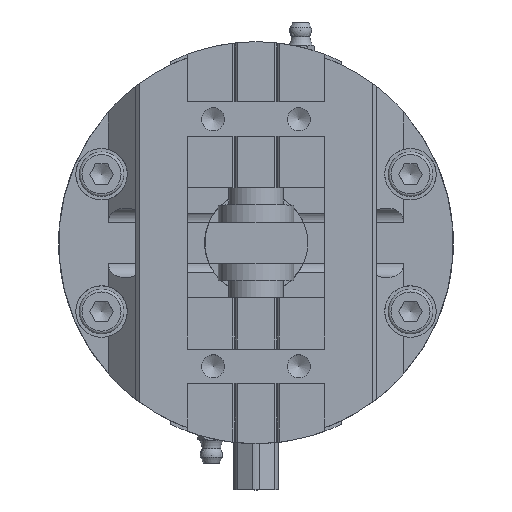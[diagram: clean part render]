
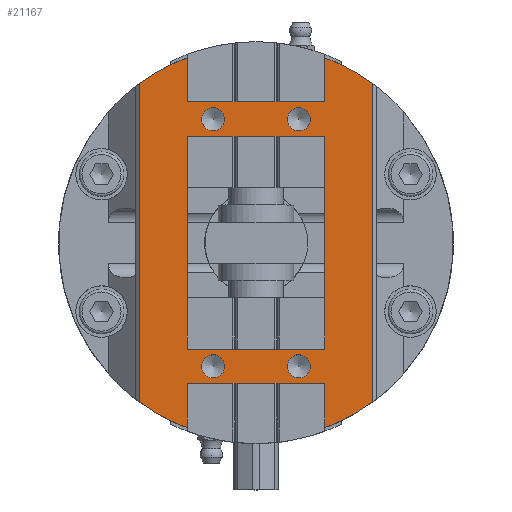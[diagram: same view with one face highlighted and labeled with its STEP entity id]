
A CAD part, top view. The second image highlights one B-rep face of the part: STEP entity #21167.
In plain terms, the highlighted planar face has unit normal (0, 0, 1).
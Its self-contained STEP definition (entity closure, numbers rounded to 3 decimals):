
#3243=CARTESIAN_POINT('',(20.,53.91,45.0));
#3244=VERTEX_POINT('',#3243);
#3245=CARTESIAN_POINT('',(20.,41.,45.));
#3246=VERTEX_POINT('',#3245);
#3247=CARTESIAN_POINT('',(20.,53.91,45.0));
#3248=DIRECTION('',(0.0,-1.0,0.0));
#3249=VECTOR('',#3248,12.91);
#3250=LINE('',#3247,#3249);
#3251=EDGE_CURVE('',#3244,#3246,#3250,.T.);
#3460=CARTESIAN_POINT('',(-20.,16.,45.0));
#3461=VERTEX_POINT('',#3460);
#3462=CARTESIAN_POINT('',(-20.,31.,45.));
#3463=VERTEX_POINT('',#3462);
#3464=CARTESIAN_POINT('',(-20.,16.,45.0));
#3465=DIRECTION('',(0.0,1.0,0.0));
#3466=VECTOR('',#3465,15.0);
#3467=LINE('',#3464,#3466);
#3468=EDGE_CURVE('',#3461,#3463,#3467,.T.);
#3500=CARTESIAN_POINT('',(-20.,53.91,45.0));
#3501=VERTEX_POINT('',#3500);
#3508=CARTESIAN_POINT('',(-20.,41.,45.));
#3509=VERTEX_POINT('',#3508);
#3510=CARTESIAN_POINT('',(-20.0,41.,45.0));
#3511=DIRECTION('',(0.0,1.0,0.0));
#3512=VECTOR('',#3511,12.91);
#3513=LINE('',#3510,#3512);
#3514=EDGE_CURVE('',#3509,#3501,#3513,.T.);
#4345=CARTESIAN_POINT('',(20.,16.,45.0));
#4346=VERTEX_POINT('',#4345);
#4565=CARTESIAN_POINT('',(20.,31.,45.));
#4566=VERTEX_POINT('',#4565);
#4573=CARTESIAN_POINT('',(-20.,31.,45.));
#4574=DIRECTION('',(1.0,0.0,0.0));
#4575=VECTOR('',#4574,40.);
#4576=LINE('',#4573,#4575);
#4577=EDGE_CURVE('',#3463,#4566,#4576,.T.);
#4703=CARTESIAN_POINT('',(20.,41.,45.));
#4704=DIRECTION('',(-1.0,0.0,0.0));
#4705=VECTOR('',#4704,40.0);
#4706=LINE('',#4703,#4705);
#4707=EDGE_CURVE('',#3246,#3509,#4706,.T.);
#4729=CARTESIAN_POINT('',(20.,31.,45.0));
#4730=DIRECTION('',(0.0,-1.0,0.0));
#4731=VECTOR('',#4730,15.0);
#4732=LINE('',#4729,#4731);
#4733=EDGE_CURVE('',#4566,#4346,#4732,.T.);
#5011=CARTESIAN_POINT('',(9.125,36.,45.));
#5012=VERTEX_POINT('',#5011);
#5013=CARTESIAN_POINT('',(12.5,36.,45.));
#5014=DIRECTION('',(0.0,0.0,-1.0));
#5015=DIRECTION('',(-1.0,0.0,0.0));
#5016=AXIS2_PLACEMENT_3D('',#5013,#5014,#5015);
#5017=CIRCLE('',#5016,3.375);
#5018=EDGE_CURVE('',#5012,#5012,#5017,.T.);
#5048=CARTESIAN_POINT('',(-15.875,36.,45.));
#5049=VERTEX_POINT('',#5048);
#5050=CARTESIAN_POINT('',(-12.5,36.,45.));
#5051=DIRECTION('',(0.0,0.0,-1.0));
#5052=DIRECTION('',(-1.0,0.0,0.0));
#5053=AXIS2_PLACEMENT_3D('',#5050,#5051,#5052);
#5054=CIRCLE('',#5053,3.375);
#5055=EDGE_CURVE('',#5049,#5049,#5054,.T.);
#5077=CARTESIAN_POINT('',(20.,-16.,45.0));
#5078=VERTEX_POINT('',#5077);
#5085=CARTESIAN_POINT('',(20.,16.,45.0));
#5086=DIRECTION('',(0.0,-1.0,0.0));
#5087=VECTOR('',#5086,32.);
#5088=LINE('',#5085,#5087);
#5089=EDGE_CURVE('',#4346,#5078,#5088,.T.);
#5377=CARTESIAN_POINT('',(-20.,-16.,45.0));
#5378=VERTEX_POINT('',#5377);
#5379=CARTESIAN_POINT('',(-20.,-16.,45.0));
#5380=DIRECTION('',(0.0,1.0,0.0));
#5381=VECTOR('',#5380,32.);
#5382=LINE('',#5379,#5381);
#5383=EDGE_CURVE('',#5378,#3461,#5382,.T.);
#5400=CARTESIAN_POINT('',(-20.,-53.91,45.0));
#5401=VERTEX_POINT('',#5400);
#5402=CARTESIAN_POINT('',(-20.,-41.,45.));
#5403=VERTEX_POINT('',#5402);
#5404=CARTESIAN_POINT('',(-20.,-53.91,45.0));
#5405=DIRECTION('',(0.0,1.0,0.0));
#5406=VECTOR('',#5405,12.91);
#5407=LINE('',#5404,#5406);
#5408=EDGE_CURVE('',#5401,#5403,#5407,.T.);
#5617=CARTESIAN_POINT('',(20.,-41.0,45.));
#5618=VERTEX_POINT('',#5617);
#5619=CARTESIAN_POINT('',(20.,-53.91,45.0));
#5620=VERTEX_POINT('',#5619);
#5621=CARTESIAN_POINT('',(20.,-41.0,45.0));
#5622=DIRECTION('',(0.0,-1.0,0.0));
#5623=VECTOR('',#5622,12.91);
#5624=LINE('',#5621,#5623);
#5625=EDGE_CURVE('',#5618,#5620,#5624,.T.);
#6666=CARTESIAN_POINT('',(-20.,-31.,45.));
#6667=VERTEX_POINT('',#6666);
#6674=CARTESIAN_POINT('',(20.,-31.,45.));
#6675=VERTEX_POINT('',#6674);
#6676=CARTESIAN_POINT('',(20.,-31.,45.));
#6677=DIRECTION('',(-1.0,0.0,0.0));
#6678=VECTOR('',#6677,40.);
#6679=LINE('',#6676,#6678);
#6680=EDGE_CURVE('',#6675,#6667,#6679,.T.);
#6811=CARTESIAN_POINT('',(-20.,-41.,45.));
#6812=DIRECTION('',(1.0,0.0,0.0));
#6813=VECTOR('',#6812,40.0);
#6814=LINE('',#6811,#6813);
#6815=EDGE_CURVE('',#5403,#5618,#6814,.T.);
#6837=CARTESIAN_POINT('',(-20.,-31.,45.0));
#6838=DIRECTION('',(0.0,1.0,0.0));
#6839=VECTOR('',#6838,15.0);
#6840=LINE('',#6837,#6839);
#6841=EDGE_CURVE('',#6667,#5378,#6840,.T.);
#7071=CARTESIAN_POINT('',(-9.125,-36.,45.));
#7072=VERTEX_POINT('',#7071);
#7073=CARTESIAN_POINT('',(-12.5,-36.,45.));
#7074=DIRECTION('',(0.0,0.0,-1.0));
#7075=DIRECTION('',(1.0,0.0,0.0));
#7076=AXIS2_PLACEMENT_3D('',#7073,#7074,#7075);
#7077=CIRCLE('',#7076,3.375);
#7078=EDGE_CURVE('',#7072,#7072,#7077,.T.);
#7108=CARTESIAN_POINT('',(15.875,-36.0,45.));
#7109=VERTEX_POINT('',#7108);
#7110=CARTESIAN_POINT('',(12.5,-36.0,45.));
#7111=DIRECTION('',(0.0,0.0,-1.0));
#7112=DIRECTION('',(1.0,0.0,0.0));
#7113=AXIS2_PLACEMENT_3D('',#7110,#7111,#7112);
#7114=CIRCLE('',#7113,3.375);
#7115=EDGE_CURVE('',#7109,#7109,#7114,.T.);
#7128=CARTESIAN_POINT('',(20.,-16.,45.0));
#7129=DIRECTION('',(0.0,-1.0,0.0));
#7130=VECTOR('',#7129,15.0);
#7131=LINE('',#7128,#7130);
#7132=EDGE_CURVE('',#5078,#6675,#7131,.T.);
#10909=CARTESIAN_POINT('',(34.0,-46.371,45.0));
#10910=VERTEX_POINT('',#10909);
#10918=CARTESIAN_POINT('',(0.,0.,45.0));
#10919=DIRECTION('',(0.0,0.0,-1.0));
#10920=DIRECTION('',(-0.609,-0.793,0.0));
#10921=AXIS2_PLACEMENT_3D('',#10918,#10919,#10920);
#10922=CIRCLE('',#10921,57.5);
#10923=EDGE_CURVE('',#10910,#5620,#10922,.T.);
#10932=CARTESIAN_POINT('',(-34.0,-46.371,45.0));
#10933=VERTEX_POINT('',#10932);
#10934=CARTESIAN_POINT('',(0.,0.,45.0));
#10935=DIRECTION('',(0.0,0.0,-1.0));
#10936=DIRECTION('',(-0.609,-0.793,0.0));
#10937=AXIS2_PLACEMENT_3D('',#10934,#10935,#10936);
#10938=CIRCLE('',#10937,57.5);
#10939=EDGE_CURVE('',#5401,#10933,#10938,.T.);
#10953=CARTESIAN_POINT('',(-34.0,46.371,45.0));
#10954=VERTEX_POINT('',#10953);
#10962=CARTESIAN_POINT('',(0.,0.,45.0));
#10963=DIRECTION('',(0.0,0.0,-1.0));
#10964=DIRECTION('',(0.609,0.793,0.0));
#10965=AXIS2_PLACEMENT_3D('',#10962,#10963,#10964);
#10966=CIRCLE('',#10965,57.5);
#10967=EDGE_CURVE('',#10954,#3501,#10966,.T.);
#10976=CARTESIAN_POINT('',(34.0,46.371,45.0));
#10977=VERTEX_POINT('',#10976);
#10978=CARTESIAN_POINT('',(0.,0.,45.0));
#10979=DIRECTION('',(0.0,0.0,-1.0));
#10980=DIRECTION('',(0.609,0.793,0.0));
#10981=AXIS2_PLACEMENT_3D('',#10978,#10979,#10980);
#10982=CIRCLE('',#10981,57.5);
#10983=EDGE_CURVE('',#3244,#10977,#10982,.T.);
#21100=CARTESIAN_POINT('',(34.0,46.371,45.0));
#21101=DIRECTION('',(0.0,-1.0,0.0));
#21102=VECTOR('',#21101,92.742);
#21103=LINE('',#21100,#21102);
#21104=EDGE_CURVE('',#10977,#10910,#21103,.T.);
#21117=CARTESIAN_POINT('',(-34.0,-46.371,45.0));
#21118=DIRECTION('',(0.0,1.0,0.0));
#21119=VECTOR('',#21118,92.742);
#21120=LINE('',#21117,#21119);
#21121=EDGE_CURVE('',#10933,#10954,#21120,.T.);
#21126=CARTESIAN_POINT('',(0.,0.,45.0));
#21127=DIRECTION('',(0.0,0.0,1.0));
#21128=DIRECTION('',(1.0,0.0,0.0));
#21129=AXIS2_PLACEMENT_3D('',#21126,#21127,#21128);
#21130=PLANE('',#21129);
#21131=ORIENTED_EDGE('',*,*,#4707,.T.);
#21132=ORIENTED_EDGE('',*,*,#3514,.T.);
#21133=ORIENTED_EDGE('',*,*,#10967,.F.);
#21134=ORIENTED_EDGE('',*,*,#21121,.F.);
#21135=ORIENTED_EDGE('',*,*,#10939,.F.);
#21136=ORIENTED_EDGE('',*,*,#5408,.T.);
#21137=ORIENTED_EDGE('',*,*,#6815,.T.);
#21138=ORIENTED_EDGE('',*,*,#5625,.T.);
#21139=ORIENTED_EDGE('',*,*,#10923,.F.);
#21140=ORIENTED_EDGE('',*,*,#21104,.F.);
#21141=ORIENTED_EDGE('',*,*,#10983,.F.);
#21142=ORIENTED_EDGE('',*,*,#3251,.T.);
#21143=EDGE_LOOP('',(#21131,#21132,#21133,#21134,#21135,#21136,#21137,#21138,#21139,#21140,#21141,#21142));
#21144=FACE_OUTER_BOUND('',#21143,.T.);
#21145=ORIENTED_EDGE('',*,*,#4733,.T.);
#21146=ORIENTED_EDGE('',*,*,#5089,.T.);
#21147=ORIENTED_EDGE('',*,*,#7132,.T.);
#21148=ORIENTED_EDGE('',*,*,#6680,.T.);
#21149=ORIENTED_EDGE('',*,*,#6841,.T.);
#21150=ORIENTED_EDGE('',*,*,#5383,.T.);
#21151=ORIENTED_EDGE('',*,*,#3468,.T.);
#21152=ORIENTED_EDGE('',*,*,#4577,.T.);
#21153=EDGE_LOOP('',(#21145,#21146,#21147,#21148,#21149,#21150,#21151,#21152));
#21154=FACE_BOUND('',#21153,.T.);
#21155=ORIENTED_EDGE('',*,*,#5055,.T.);
#21156=EDGE_LOOP('',(#21155));
#21157=FACE_BOUND('',#21156,.T.);
#21158=ORIENTED_EDGE('',*,*,#5018,.T.);
#21159=EDGE_LOOP('',(#21158));
#21160=FACE_BOUND('',#21159,.T.);
#21161=ORIENTED_EDGE('',*,*,#7078,.T.);
#21162=EDGE_LOOP('',(#21161));
#21163=FACE_BOUND('',#21162,.T.);
#21164=ORIENTED_EDGE('',*,*,#7115,.T.);
#21165=EDGE_LOOP('',(#21164));
#21166=FACE_BOUND('',#21165,.T.);
#21167=ADVANCED_FACE('',(#21144,#21154,#21157,#21160,#21163,#21166),#21130,.T.);
